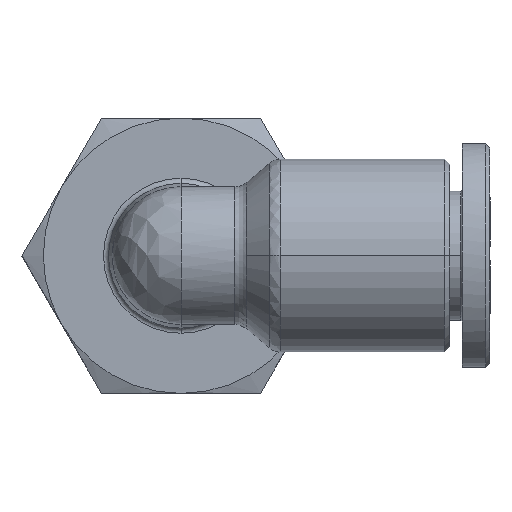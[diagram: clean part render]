
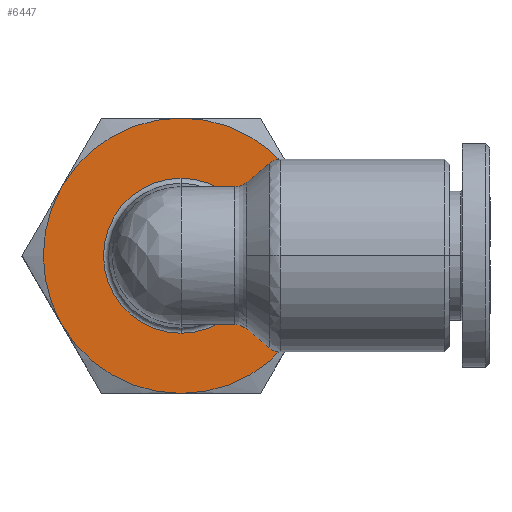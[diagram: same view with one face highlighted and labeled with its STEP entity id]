
A CAD part, top view. The second image highlights one B-rep face of the part: STEP entity #6447.
In plain terms, the highlighted planar face has unit normal (0, 0, 1).
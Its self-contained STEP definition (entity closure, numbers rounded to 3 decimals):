
#248 = CARTESIAN_POINT ( 'NONE',  ( 1.428, -4., -5.9 ) ) ;
#449 = CARTESIAN_POINT ( 'NONE',  ( -5.5, 0., -5.9 ) ) ;
#614 = AXIS2_PLACEMENT_3D ( 'NONE', #9721, #7147, #3891 ) ;
#631 = DIRECTION ( 'NONE',  ( 0., 0., -1. ) ) ;
#816 = FACE_OUTER_BOUND ( 'NONE', #3162, .T. ) ;
#1106 = CIRCLE ( 'NONE', #9743, 8. ) ;
#1134 = CARTESIAN_POINT ( 'NONE',  ( -5.5, 4.501, -5.9 ) ) ;
#1192 = CIRCLE ( 'NONE', #7773, 8. ) ;
#1263 = ORIENTED_EDGE ( 'NONE', *, *, #6470, .F. ) ;
#1401 = VERTEX_POINT ( 'NONE', #1134 ) ;
#1547 = EDGE_CURVE ( 'NONE', #1401, #8814, #1646, .T. ) ;
#1646 = CIRCLE ( 'NONE', #9829, 4.501 ) ;
#1673 = CARTESIAN_POINT ( 'NONE',  ( -5.5, -8., -5.9 ) ) ;
#1806 = CARTESIAN_POINT ( 'NONE',  ( 1.428, 4., -5.9 ) ) ;
#1861 = VERTEX_POINT ( 'NONE', #3365 ) ;
#2085 = CARTESIAN_POINT ( 'NONE',  ( -5.5, 0., -5.9 ) ) ;
#2363 = ORIENTED_EDGE ( 'NONE', *, *, #8767, .F. ) ;
#2385 = ORIENTED_EDGE ( 'NONE', *, *, #8668, .F. ) ;
#2402 = DIRECTION ( 'NONE',  ( 0., 1., 0. ) ) ;
#2836 = CARTESIAN_POINT ( 'NONE',  ( -5.5, 0., -5.9 ) ) ;
#2878 = DIRECTION ( 'NONE',  ( 0., 0., -1. ) ) ;
#2936 = AXIS2_PLACEMENT_3D ( 'NONE', #5002, #5291, #6113 ) ;
#3162 = EDGE_LOOP ( 'NONE', ( #8566, #3352, #9699, #2363, #1263, #9027 ) ) ;
#3352 = ORIENTED_EDGE ( 'NONE', *, *, #3896, .F. ) ;
#3365 = CARTESIAN_POINT ( 'NONE',  ( -5.5, 8., -5.9 ) ) ;
#3617 = AXIS2_PLACEMENT_3D ( 'NONE', #6481, #10627, #2402 ) ;
#3695 = DIRECTION ( 'NONE',  ( 0., 1., 0. ) ) ;
#3701 = DIRECTION ( 'NONE',  ( 0., 1., 0. ) ) ;
#3891 = DIRECTION ( 'NONE',  ( 0., 1., 0. ) ) ;
#3896 = EDGE_CURVE ( 'NONE', #10473, #7577, #9569, .T. ) ;
#4048 = CIRCLE ( 'NONE', #10175, 8. ) ;
#4359 = AXIS2_PLACEMENT_3D ( 'NONE', #8941, #631, #9628 ) ;
#4657 = CIRCLE ( 'NONE', #614, 8. ) ;
#5002 = CARTESIAN_POINT ( 'NONE',  ( -5.5, 0., -5.9 ) ) ;
#5061 = ORIENTED_EDGE ( 'NONE', *, *, #1547, .F. ) ;
#5291 = DIRECTION ( 'NONE',  ( 0., 0., 1. ) ) ;
#5434 = CARTESIAN_POINT ( 'NONE',  ( -5.5, 0., -5.9 ) ) ;
#5714 = CARTESIAN_POINT ( 'NONE',  ( -5.5, 0., -5.9 ) ) ;
#5971 = CIRCLE ( 'NONE', #2936, 4.501 ) ;
#6054 = VERTEX_POINT ( 'NONE', #1806 ) ;
#6066 = VERTEX_POINT ( 'NONE', #248 ) ;
#6111 = DIRECTION ( 'NONE',  ( -1., 0., 0. ) ) ;
#6113 = DIRECTION ( 'NONE',  ( 0., 1., 0. ) ) ;
#6284 = DIRECTION ( 'NONE',  ( 0., 0., -1. ) ) ;
#6447 = ADVANCED_FACE ( 'NONE', ( #8156, #816 ), #6980, .F. ) ;
#6470 = EDGE_CURVE ( 'NONE', #1861, #6054, #4048, .T. ) ;
#6481 = CARTESIAN_POINT ( 'NONE',  ( -5.5, 0., -5.9 ) ) ;
#6765 = DIRECTION ( 'NONE',  ( 0., 1., 0. ) ) ;
#6978 = EDGE_CURVE ( 'NONE', #6066, #10473, #1192, .T. ) ;
#6980 = PLANE ( 'NONE',  #8174 ) ;
#7147 = DIRECTION ( 'NONE',  ( 0., 0., -1. ) ) ;
#7577 = VERTEX_POINT ( 'NONE', #10585 ) ;
#7651 = EDGE_CURVE ( 'NONE', #7577, #8647, #4657, .T. ) ;
#7773 = AXIS2_PLACEMENT_3D ( 'NONE', #5714, #9085, #6765 ) ;
#7820 = CIRCLE ( 'NONE', #4359, 8. ) ;
#7965 = DIRECTION ( 'NONE',  ( 0., 1., 0. ) ) ;
#8156 = FACE_BOUND ( 'NONE', #10082, .T. ) ;
#8174 = AXIS2_PLACEMENT_3D ( 'NONE', #2836, #2878, #6111 ) ;
#8566 = ORIENTED_EDGE ( 'NONE', *, *, #7651, .F. ) ;
#8628 = DIRECTION ( 'NONE',  ( 0., 0., 1. ) ) ;
#8647 = VERTEX_POINT ( 'NONE', #9412 ) ;
#8668 = EDGE_CURVE ( 'NONE', #8814, #1401, #5971, .T. ) ;
#8767 = EDGE_CURVE ( 'NONE', #6054, #6066, #1106, .T. ) ;
#8814 = VERTEX_POINT ( 'NONE', #10391 ) ;
#8851 = EDGE_CURVE ( 'NONE', #8647, #1861, #7820, .T. ) ;
#8941 = CARTESIAN_POINT ( 'NONE',  ( -5.5, 0., -5.9 ) ) ;
#9027 = ORIENTED_EDGE ( 'NONE', *, *, #8851, .F. ) ;
#9085 = DIRECTION ( 'NONE',  ( 0., 0., -1. ) ) ;
#9412 = CARTESIAN_POINT ( 'NONE',  ( -12.428, 4., -5.9 ) ) ;
#9569 = CIRCLE ( 'NONE', #3617, 8. ) ;
#9628 = DIRECTION ( 'NONE',  ( 0., 1., 0. ) ) ;
#9699 = ORIENTED_EDGE ( 'NONE', *, *, #6978, .F. ) ;
#9721 = CARTESIAN_POINT ( 'NONE',  ( -5.5, 0., -5.9 ) ) ;
#9743 = AXIS2_PLACEMENT_3D ( 'NONE', #5434, #6284, #7965 ) ;
#9829 = AXIS2_PLACEMENT_3D ( 'NONE', #449, #8628, #3695 ) ;
#10082 = EDGE_LOOP ( 'NONE', ( #5061, #2385 ) ) ;
#10175 = AXIS2_PLACEMENT_3D ( 'NONE', #2085, #10311, #3701 ) ;
#10311 = DIRECTION ( 'NONE',  ( 0., 0., -1. ) ) ;
#10391 = CARTESIAN_POINT ( 'NONE',  ( -5.5, -4.501, -5.9 ) ) ;
#10473 = VERTEX_POINT ( 'NONE', #1673 ) ;
#10585 = CARTESIAN_POINT ( 'NONE',  ( -12.428, -4., -5.9 ) ) ;
#10627 = DIRECTION ( 'NONE',  ( 0., 0., -1. ) ) ;
